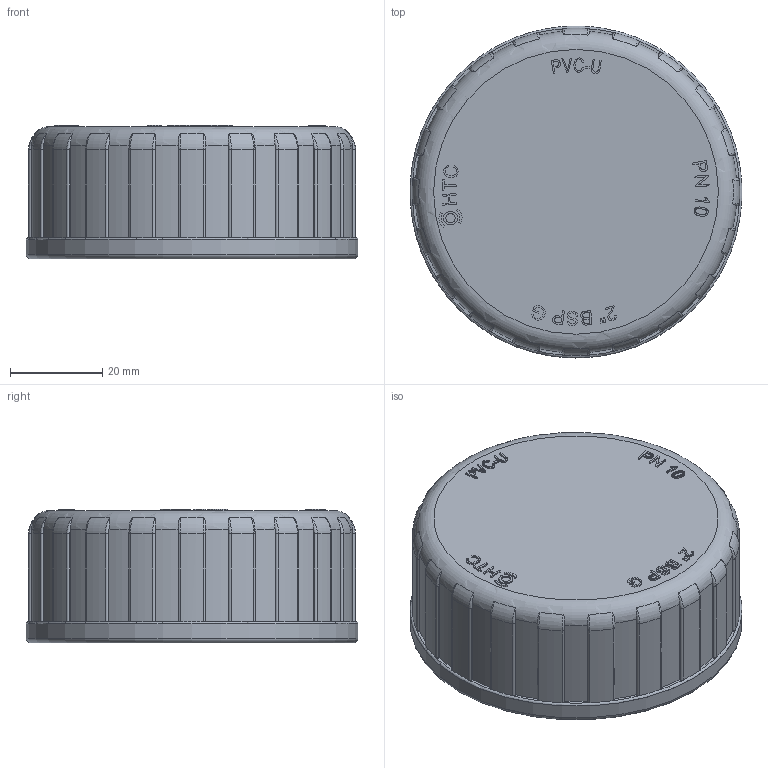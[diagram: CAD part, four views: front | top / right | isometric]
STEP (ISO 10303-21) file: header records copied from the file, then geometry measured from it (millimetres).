
FILE_DESCRIPTION(/* description */ (''),/* implementation_level */ '2;1');
FILE_NAME(/* name */ '2寸堵头.stp',/* time_stamp */ '2023-12-25T15:22:20+08:00',/* author */ (''),/* organization */ (''),/* preprocessor_version */ 'ST-DEVELOPER v16',/* originating_system */ 'SIEMENS PLM Software NX 10.0',/* authorisation */ '');
FILE_SCHEMA (('AUTOMOTIVE_DESIGN { 1 0 10303 214 3 1 1 1 }'));
Length unit declared in the file: millimetre
Products named in the file (1): gelv17145EDF752p
Bounding box: 71.8 x 71.8 x 28.9 mm (x, y, z)
Surface area: 21415.3 mm2 (no closed solid volume)
Topology: 0 solids, 1 shells, 997 faces, 2809 edges, 1845 vertices
Faces by surface type: plane 812, cylinder 96, bspline 45, torus 23, extrusion 19, cone 2
Full cylindrical faces by diameter (mm): 2 x1, 3 x1, 59.614 x8, 71.8 x1
Entity records: 40992 total; most frequent: CARTESIAN_POINT 18705, ORIENTED_EDGE 5544, DIRECTION 3235, EDGE_CURVE 2772, VERTEX_POINT 1825, B_SPLINE_CURVE_WITH_KNOTS 1655, AXIS2_PLACEMENT_3D 1153, EDGE_LOOP 1031
